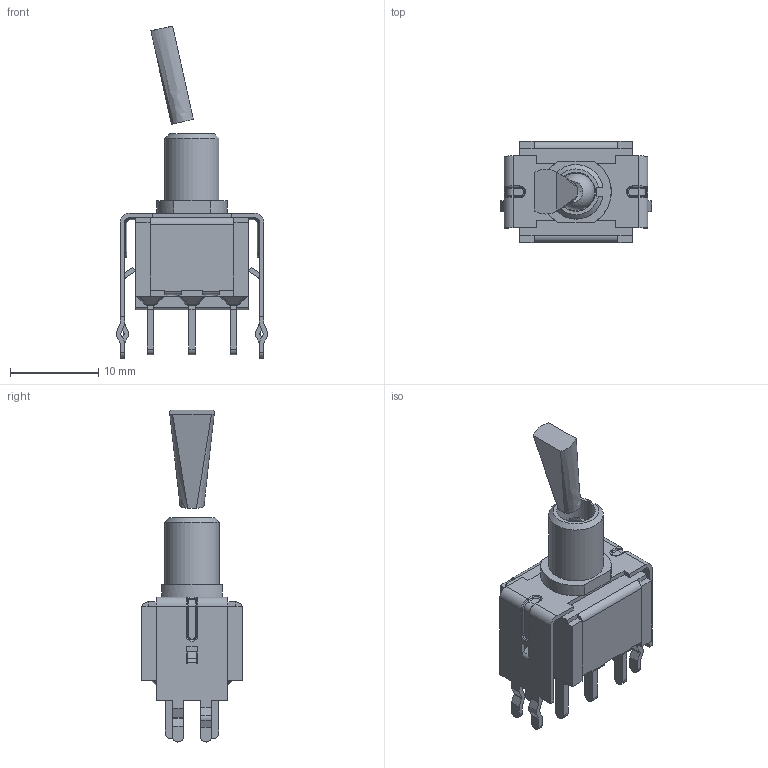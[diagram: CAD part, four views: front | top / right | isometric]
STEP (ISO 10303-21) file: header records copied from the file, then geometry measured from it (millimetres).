
FILE_DESCRIPTION(/* description */ (''),/* implementation_level */ '2;1');
FILE_NAME(/* name */ '100DPxT6B11VS21xE.stp',/* time_stamp */ '2026-01-16T18:33:48-06:00',/* author */ ('jmeyers'),/* organization */ (''),/* preprocessor_version */ 'ST-DEVELOPER v18.1',/* originating_system */ 'Autodesk Inventor 2022',/* authorisation */ '');
FILE_SCHEMA (('AUTOMOTIVE_DESIGN { 1 0 10303 214 3 1 1 }'));
Length unit declared in the file: inch
Products named in the file (1): Part152
Bounding box: 17.14 x 11.43 x 37.57 mm (x, y, z)
Volume: 1183.1 mm3; surface area: 2611.7 mm2
Topology: 2 solids, 3 shells, 570 faces, 1488 edges, 916 vertices
Faces by surface type: plane 366, cylinder 139, torus 36, sphere 25, cone 2, bspline 2
Full cylindrical faces by diameter (mm): 4.4 x1
Entity records: 17187 total; most frequent: CARTESIAN_POINT 3089, DIRECTION 2939, ORIENTED_EDGE 2926, EDGE_CURVE 1463, LINE 1099, VECTOR 1099, AXIS2_PLACEMENT_3D 920, VERTEX_POINT 916
